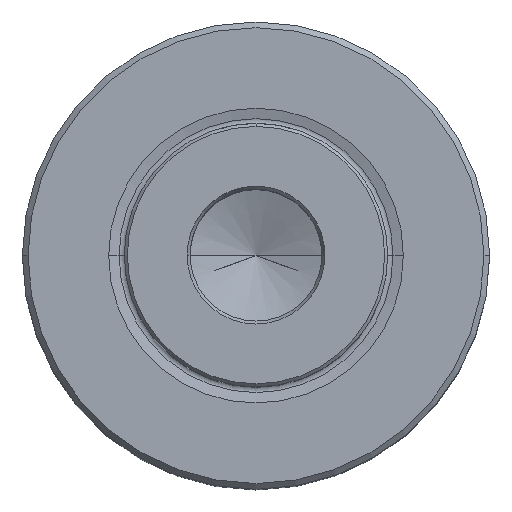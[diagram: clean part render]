
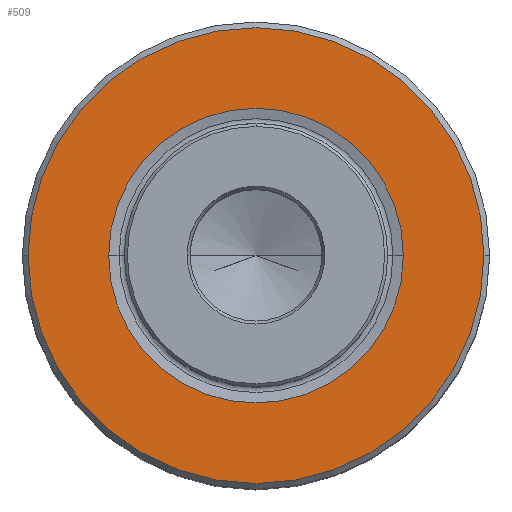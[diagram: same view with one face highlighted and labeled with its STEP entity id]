
A CAD part, top view. The second image highlights one B-rep face of the part: STEP entity #509.
In plain terms, the highlighted planar face has unit normal (0, 0, 1).
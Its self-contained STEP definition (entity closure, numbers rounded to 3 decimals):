
#257=VERTEX_POINT('NONE',#607);
#313=EDGE_CURVE('NONE',#383,#507,#669,.T.);
#361=EDGE_CURVE('NONE',#507,#383,#724,.T.);
#383=VERTEX_POINT('NONE',#751);
#421=VERTEX_POINT('NONE',#793);
#427=EDGE_CURVE('NONE',#257,#421,#800,.T.);
#495=EDGE_CURVE('NONE',#421,#257,#874,.T.);
#507=VERTEX_POINT('NONE',#888);
#509=ADVANCED_FACE('NONE',(#890,#891),#892,.F.);
#607=CARTESIAN_POINT('',(-12.299,0.,0.));
#669=CIRCLE('',#1153,19.025);
#724=CIRCLE('',#1221,19.025);
#751=CARTESIAN_POINT('',(-19.025,0.,0.0));
#793=CARTESIAN_POINT('',(12.299,0.,0.));
#800=CIRCLE('',#1315,12.299);
#874=CIRCLE('',#1479,12.299);
#888=CARTESIAN_POINT('',(19.025,0.,0.0));
#890=FACE_OUTER_BOUND('',#1498,.T.);
#891=FACE_BOUND('',#1499,.T.);
#892=PLANE('',#1500);
#1153=AXIS2_PLACEMENT_3D('',#1682,#1683,#1684);
#1221=AXIS2_PLACEMENT_3D('',#1760,#1761,#1762);
#1315=AXIS2_PLACEMENT_3D('',#1867,#1868,#1869);
#1479=AXIS2_PLACEMENT_3D('',#1947,#1948,#1949);
#1498=EDGE_LOOP('',(#1968,#1969));
#1499=EDGE_LOOP('',(#1970,#1971));
#1500=AXIS2_PLACEMENT_3D('',#1972,#1973,#1974);
#1682=CARTESIAN_POINT('',(0.,0.,0.));
#1683=DIRECTION('',(0.,0.,1.0));
#1684=DIRECTION('',(-0.0,-1.0,0.));
#1760=CARTESIAN_POINT('',(0.,0.,0.));
#1761=DIRECTION('',(0.,0.,1.0));
#1762=DIRECTION('',(-0.0,-1.0,0.));
#1867=CARTESIAN_POINT('',(0.,0.,0.));
#1868=DIRECTION('',(0.,0.,-1.0));
#1869=DIRECTION('',(0.0,-1.0,0.));
#1947=CARTESIAN_POINT('',(0.,0.,0.));
#1948=DIRECTION('',(0.,0.,-1.0));
#1949=DIRECTION('',(0.0,-1.0,0.));
#1968=ORIENTED_EDGE('',*,*,#313,.T.);
#1969=ORIENTED_EDGE('',*,*,#361,.T.);
#1970=ORIENTED_EDGE('',*,*,#495,.T.);
#1971=ORIENTED_EDGE('',*,*,#427,.T.);
#1972=CARTESIAN_POINT('',(-11.0,0.,0.));
#1973=DIRECTION('',(0.,0.,-1.0));
#1974=DIRECTION('',(-1.0,0.,0.0));
